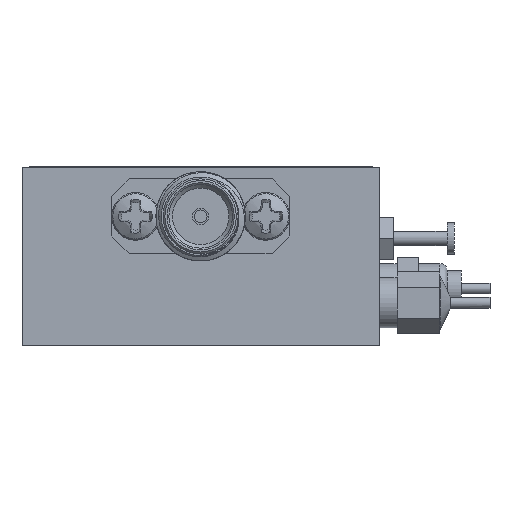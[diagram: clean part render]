
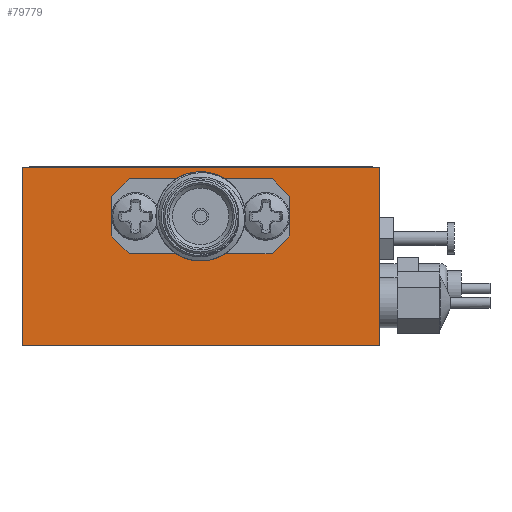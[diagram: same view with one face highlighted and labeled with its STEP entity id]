
A CAD part, left-side view. The second image highlights one B-rep face of the part: STEP entity #79779.
In plain terms, the highlighted planar face has unit normal (-1, 0, 0).
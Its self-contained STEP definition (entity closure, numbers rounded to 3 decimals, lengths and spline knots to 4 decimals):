
#871 = VERTEX_POINT ( 'NONE', #86236 ) ;
#1059 = LINE ( 'NONE', #32748, #25399 ) ;
#1258 = CARTESIAN_POINT ( 'NONE',  ( -0.5, -0.5, 0.25 ) ) ;
#2965 = VECTOR ( 'NONE', #41203, 39.3701 ) ;
#3424 = ORIENTED_EDGE ( 'NONE', *, *, #43414, .T. ) ;
#3963 = EDGE_CURVE ( 'NONE', #71497, #74833, #16966, .T. ) ;
#5166 = ORIENTED_EDGE ( 'NONE', *, *, #73966, .T. ) ;
#6371 = EDGE_LOOP ( 'NONE', ( #30295, #101897, #75713, #77119, #5166, #3424, #48633, #49669 ) ) ;
#7550 = DIRECTION ( 'NONE',  ( 0., 0., 1. ) ) ;
#7625 = VERTEX_POINT ( 'NONE', #27707 ) ;
#8556 = CARTESIAN_POINT ( 'NONE',  ( -0.5, 0.25, 0.112 ) ) ;
#8795 = EDGE_CURVE ( 'NONE', #92884, #93153, #72709, .T. ) ;
#8845 = CARTESIAN_POINT ( 'NONE',  ( -0.5, 0.5, 0.25 ) ) ;
#10564 = EDGE_CURVE ( 'NONE', #33719, #7625, #32897, .T. ) ;
#14314 = CARTESIAN_POINT ( 'NONE',  ( -0.5, 0.2, 0.217 ) ) ;
#16966 = LINE ( 'NONE', #64264, #98753 ) ;
#17003 = CARTESIAN_POINT ( 'NONE',  ( -0.5, -0.25, 0.057 ) ) ;
#18130 = CARTESIAN_POINT ( 'NONE',  ( -0.5, 0., 0.217 ) ) ;
#18888 = VECTOR ( 'NONE', #7550, 39.3701 ) ;
#19405 = DIRECTION ( 'NONE',  ( 0., -0.707, -0.707 ) ) ;
#19850 = ORIENTED_EDGE ( 'NONE', *, *, #10564, .T. ) ;
#21904 = CARTESIAN_POINT ( 'NONE',  ( -0.5, -0.5, -0.25 ) ) ;
#22800 = VERTEX_POINT ( 'NONE', #83985 ) ;
#24107 = VECTOR ( 'NONE', #57517, 39.3701 ) ;
#24660 = CARTESIAN_POINT ( 'NONE',  ( -0.5, -0.25, 0.112 ) ) ;
#24862 = VERTEX_POINT ( 'NONE', #42119 ) ;
#25319 = VECTOR ( 'NONE', #98205, 39.3701 ) ;
#25399 = VECTOR ( 'NONE', #89807, 39.3701 ) ;
#27707 = CARTESIAN_POINT ( 'NONE',  ( -0.5, 0.5, -0.25 ) ) ;
#28615 = EDGE_CURVE ( 'NONE', #22800, #92884, #41574, .T. ) ;
#30295 = ORIENTED_EDGE ( 'NONE', *, *, #55979, .T. ) ;
#30901 = FACE_OUTER_BOUND ( 'NONE', #78523, .T. ) ;
#30927 = LINE ( 'NONE', #8556, #18888 ) ;
#31128 = CARTESIAN_POINT ( 'NONE',  ( -0.5, -0.2, 0.007 ) ) ;
#31342 = DIRECTION ( 'NONE',  ( 0., 0., -1. ) ) ;
#32748 = CARTESIAN_POINT ( 'NONE',  ( -0.5, -0.5, -0.25 ) ) ;
#32796 = VECTOR ( 'NONE', #65424, 39.3701 ) ;
#32897 = LINE ( 'NONE', #97255, #2965 ) ;
#33351 = LINE ( 'NONE', #55230, #47140 ) ;
#33405 = AXIS2_PLACEMENT_3D ( 'NONE', #1258, #64115, #80196 ) ;
#33719 = VERTEX_POINT ( 'NONE', #8845 ) ;
#33756 = EDGE_CURVE ( 'NONE', #7625, #100319, #1059, .T. ) ;
#34630 = CARTESIAN_POINT ( 'NONE',  ( -0.5, 0.2, 0.007 ) ) ;
#35645 = DIRECTION ( 'NONE',  ( 0., 0.707, 0.707 ) ) ;
#35923 = CARTESIAN_POINT ( 'NONE',  ( -0.5, -0.25, 0.167 ) ) ;
#37462 = CARTESIAN_POINT ( 'NONE',  ( -0.5, -0.2, 0.217 ) ) ;
#41203 = DIRECTION ( 'NONE',  ( 0., 0., -1. ) ) ;
#41574 = LINE ( 'NONE', #97138, #50105 ) ;
#42119 = CARTESIAN_POINT ( 'NONE',  ( -0.5, -0.5, 0.25 ) ) ;
#43414 = EDGE_CURVE ( 'NONE', #871, #22800, #30927, .T. ) ;
#46353 = EDGE_CURVE ( 'NONE', #59501, #71497, #96447, .T. ) ;
#47140 = VECTOR ( 'NONE', #31342, 39.3701 ) ;
#48545 = LINE ( 'NONE', #24660, #63671 ) ;
#48633 = ORIENTED_EDGE ( 'NONE', *, *, #28615, .T. ) ;
#49669 = ORIENTED_EDGE ( 'NONE', *, *, #8795, .T. ) ;
#50105 = VECTOR ( 'NONE', #97644, 39.3701 ) ;
#50454 = LINE ( 'NONE', #74355, #25319 ) ;
#52773 = LINE ( 'NONE', #34630, #84988 ) ;
#55230 = CARTESIAN_POINT ( 'NONE',  ( -0.5, -0.5, 0.25 ) ) ;
#55979 = EDGE_CURVE ( 'NONE', #93153, #69283, #81764, .T. ) ;
#57517 = DIRECTION ( 'NONE',  ( 0., 0.707, -0.707 ) ) ;
#59501 = VERTEX_POINT ( 'NONE', #89716 ) ;
#63671 = VECTOR ( 'NONE', #64141, 39.3701 ) ;
#64115 = DIRECTION ( 'NONE',  ( 1., 0., 0. ) ) ;
#64141 = DIRECTION ( 'NONE',  ( 0., 0., -1. ) ) ;
#64264 = CARTESIAN_POINT ( 'NONE',  ( -0.5, 0., 0.007 ) ) ;
#65424 = DIRECTION ( 'NONE',  ( 0., -1., 0. ) ) ;
#69283 = VERTEX_POINT ( 'NONE', #35923 ) ;
#71497 = VERTEX_POINT ( 'NONE', #31128 ) ;
#72709 = LINE ( 'NONE', #18130, #32796 ) ;
#73966 = EDGE_CURVE ( 'NONE', #74833, #871, #52773, .T. ) ;
#74355 = CARTESIAN_POINT ( 'NONE',  ( -0.5, -0.5, 0.25 ) ) ;
#74833 = VERTEX_POINT ( 'NONE', #86629 ) ;
#75713 = ORIENTED_EDGE ( 'NONE', *, *, #46353, .T. ) ;
#77119 = ORIENTED_EDGE ( 'NONE', *, *, #3963, .T. ) ;
#78523 = EDGE_LOOP ( 'NONE', ( #83984, #96879, #80301, #19850 ) ) ;
#79689 = FACE_BOUND ( 'NONE', #6371, .T. ) ;
#79779 = ADVANCED_FACE ( 'NONE', ( #30901, #79689 ), #87973, .F. ) ;
#80196 = DIRECTION ( 'NONE',  ( 0., 0., -1. ) ) ;
#80301 = ORIENTED_EDGE ( 'NONE', *, *, #86161, .F. ) ;
#81764 = LINE ( 'NONE', #82779, #100508 ) ;
#82779 = CARTESIAN_POINT ( 'NONE',  ( -0.5, -0.2, 0.217 ) ) ;
#83984 = ORIENTED_EDGE ( 'NONE', *, *, #33756, .T. ) ;
#83985 = CARTESIAN_POINT ( 'NONE',  ( -0.5, 0.25, 0.167 ) ) ;
#84988 = VECTOR ( 'NONE', #35645, 39.3701 ) ;
#86161 = EDGE_CURVE ( 'NONE', #33719, #24862, #50454, .T. ) ;
#86236 = CARTESIAN_POINT ( 'NONE',  ( -0.5, 0.25, 0.057 ) ) ;
#86629 = CARTESIAN_POINT ( 'NONE',  ( -0.5, 0.2, 0.007 ) ) ;
#87941 = EDGE_CURVE ( 'NONE', #69283, #59501, #48545, .T. ) ;
#87973 = PLANE ( 'NONE',  #33405 ) ;
#89122 = EDGE_CURVE ( 'NONE', #24862, #100319, #33351, .T. ) ;
#89716 = CARTESIAN_POINT ( 'NONE',  ( -0.5, -0.25, 0.057 ) ) ;
#89807 = DIRECTION ( 'NONE',  ( 0., -1., 0. ) ) ;
#92884 = VERTEX_POINT ( 'NONE', #14314 ) ;
#93153 = VERTEX_POINT ( 'NONE', #37462 ) ;
#96447 = LINE ( 'NONE', #17003, #24107 ) ;
#96879 = ORIENTED_EDGE ( 'NONE', *, *, #89122, .F. ) ;
#96937 = DIRECTION ( 'NONE',  ( 0., 1., 0. ) ) ;
#97138 = CARTESIAN_POINT ( 'NONE',  ( -0.5, 0.25, 0.167 ) ) ;
#97255 = CARTESIAN_POINT ( 'NONE',  ( -0.5, 0.5, 0.25 ) ) ;
#97644 = DIRECTION ( 'NONE',  ( 0., -0.707, 0.707 ) ) ;
#98205 = DIRECTION ( 'NONE',  ( 0., -1., 0. ) ) ;
#98753 = VECTOR ( 'NONE', #96937, 39.3701 ) ;
#100319 = VERTEX_POINT ( 'NONE', #21904 ) ;
#100508 = VECTOR ( 'NONE', #19405, 39.3701 ) ;
#101897 = ORIENTED_EDGE ( 'NONE', *, *, #87941, .T. ) ;
